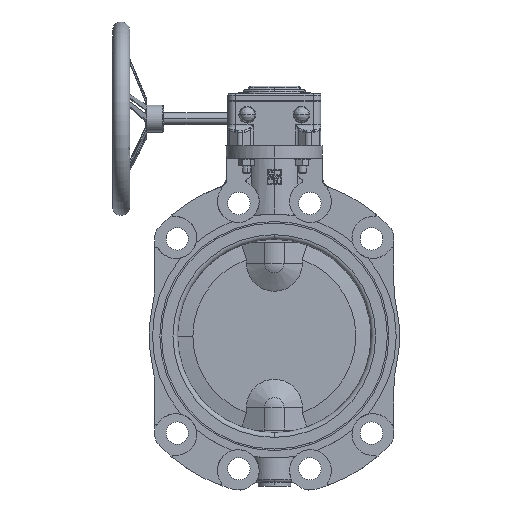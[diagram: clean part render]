
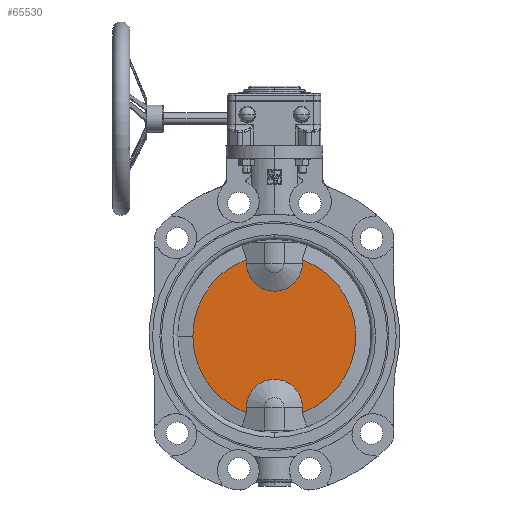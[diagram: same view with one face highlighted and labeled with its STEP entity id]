
A CAD part, top view. The second image highlights one B-rep face of the part: STEP entity #65530.
In plain terms, the highlighted planar face has unit normal (0, 0, 1).
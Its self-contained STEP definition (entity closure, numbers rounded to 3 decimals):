
#633 = VERTEX_POINT ( 'NONE', #74546 ) ;
#3848 = EDGE_CURVE ( 'NONE', #18443, #87087, #74594, .T. ) ;
#4423 = EDGE_LOOP ( 'NONE', ( #40762, #92191, #25534, #39582, #58342, #106361, #79406, #105293, #36882 ) ) ;
#4515 = CARTESIAN_POINT ( 'NONE',  ( 0., 94., 8. ) ) ;
#5030 = DIRECTION ( 'NONE',  ( 0., 0., 1. ) ) ;
#5879 = AXIS2_PLACEMENT_3D ( 'NONE', #18351, #85400, #103015 ) ;
#7022 = FACE_OUTER_BOUND ( 'NONE', #4423, .T. ) ;
#10489 = CARTESIAN_POINT ( 'NONE',  ( 0., -92., 8. ) ) ;
#11021 = CARTESIAN_POINT ( 'NONE',  ( 36.144, -98.918, 8. ) ) ;
#12287 = DIRECTION ( 'NONE',  ( -1., 0., 0. ) ) ;
#13654 = EDGE_CURVE ( 'NONE', #47116, #633, #106890, .T. ) ;
#16948 = CARTESIAN_POINT ( 'NONE',  ( 36.144, 0., 8. ) ) ;
#17075 = CARTESIAN_POINT ( 'NONE',  ( -36.144, 0., 8. ) ) ;
#18208 = AXIS2_PLACEMENT_3D ( 'NONE', #4515, #88143, #12287 ) ;
#18351 = CARTESIAN_POINT ( 'NONE',  ( -105.315, 0., 8. ) ) ;
#18443 = VERTEX_POINT ( 'NONE', #81429 ) ;
#19266 = CARTESIAN_POINT ( 'NONE',  ( -105.315, 0., 8. ) ) ;
#20323 = EDGE_CURVE ( 'NONE', #87172, #18443, #68320, .T. ) ;
#20713 = CARTESIAN_POINT ( 'NONE',  ( -36.144, 98.918, 8. ) ) ;
#25534 = ORIENTED_EDGE ( 'NONE', *, *, #85317, .F. ) ;
#26118 = VECTOR ( 'NONE', #92445, 1000. ) ;
#29380 = EDGE_CURVE ( 'NONE', #39700, #102185, #99402, .T. ) ;
#30501 = CARTESIAN_POINT ( 'NONE',  ( 0., 0., 8. ) ) ;
#33449 = CIRCLE ( 'NONE', #18208, 36.144 ) ;
#34403 = AXIS2_PLACEMENT_3D ( 'NONE', #10489, #53167, #94781 ) ;
#36882 = ORIENTED_EDGE ( 'NONE', *, *, #84850, .F. ) ;
#37716 = CIRCLE ( 'NONE', #73553, 105.315 ) ;
#39582 = ORIENTED_EDGE ( 'NONE', *, *, #93011, .F. ) ;
#39700 = VERTEX_POINT ( 'NONE', #53213 ) ;
#40762 = ORIENTED_EDGE ( 'NONE', *, *, #77109, .F. ) ;
#42710 = CARTESIAN_POINT ( 'NONE',  ( 36.144, -92., 8. ) ) ;
#43536 = AXIS2_PLACEMENT_3D ( 'NONE', #30501, #5030, #73100 ) ;
#44096 = VECTOR ( 'NONE', #59119, 1000. ) ;
#47116 = VERTEX_POINT ( 'NONE', #11021 ) ;
#47336 = CIRCLE ( 'NONE', #34403, 36.144 ) ;
#49212 = DIRECTION ( 'NONE',  ( 0., 1., 0. ) ) ;
#51335 = CARTESIAN_POINT ( 'NONE',  ( 0., 0., 8. ) ) ;
#52054 = DIRECTION ( 'NONE',  ( 0., 0., 1. ) ) ;
#53167 = DIRECTION ( 'NONE',  ( 0., 0., 1. ) ) ;
#53213 = CARTESIAN_POINT ( 'NONE',  ( -36.144, 94., 8. ) ) ;
#58342 = ORIENTED_EDGE ( 'NONE', *, *, #29380, .T. ) ;
#59119 = DIRECTION ( 'NONE',  ( 0., 1., 0. ) ) ;
#65530 = ADVANCED_FACE ( 'NONE', ( #7022 ), #93451, .F. ) ;
#68304 = CARTESIAN_POINT ( 'NONE',  ( -36.144, -92., 8. ) ) ;
#68320 = CIRCLE ( 'NONE', #43536, 105.315 ) ;
#68844 = VERTEX_POINT ( 'NONE', #42710 ) ;
#72572 = DIRECTION ( 'NONE',  ( 1., 0., 0. ) ) ;
#73100 = DIRECTION ( 'NONE',  ( 1., 0., 0. ) ) ;
#73450 = LINE ( 'NONE', #78102, #109080 ) ;
#73553 = AXIS2_PLACEMENT_3D ( 'NONE', #51335, #52054, #93278 ) ;
#74546 = CARTESIAN_POINT ( 'NONE',  ( 36.144, 98.918, 8. ) ) ;
#74594 = LINE ( 'NONE', #90448, #77272 ) ;
#77109 = EDGE_CURVE ( 'NONE', #47116, #68844, #73450, .T. ) ;
#77272 = VECTOR ( 'NONE', #49212, 1000. ) ;
#77535 = LINE ( 'NONE', #16948, #26118 ) ;
#77801 = CARTESIAN_POINT ( 'NONE',  ( 36.144, 94., 8. ) ) ;
#78102 = CARTESIAN_POINT ( 'NONE',  ( 36.144, 0., 8. ) ) ;
#79406 = ORIENTED_EDGE ( 'NONE', *, *, #20323, .T. ) ;
#81429 = CARTESIAN_POINT ( 'NONE',  ( -36.144, -98.918, 8. ) ) ;
#82376 = EDGE_CURVE ( 'NONE', #102185, #87172, #37716, .T. ) ;
#84850 = EDGE_CURVE ( 'NONE', #68844, #87087, #47336, .T. ) ;
#85317 = EDGE_CURVE ( 'NONE', #92947, #633, #77535, .T. ) ;
#85400 = DIRECTION ( 'NONE',  ( 0., 0., -1. ) ) ;
#87009 = DIRECTION ( 'NONE',  ( 0., 1., 0. ) ) ;
#87087 = VERTEX_POINT ( 'NONE', #68304 ) ;
#87172 = VERTEX_POINT ( 'NONE', #19266 ) ;
#88143 = DIRECTION ( 'NONE',  ( 0., 0., 1. ) ) ;
#88474 = CARTESIAN_POINT ( 'NONE',  ( 0., 0., 8. ) ) ;
#90448 = CARTESIAN_POINT ( 'NONE',  ( -36.144, 0., 8. ) ) ;
#92191 = ORIENTED_EDGE ( 'NONE', *, *, #13654, .T. ) ;
#92445 = DIRECTION ( 'NONE',  ( 0., 1., 0. ) ) ;
#92947 = VERTEX_POINT ( 'NONE', #77801 ) ;
#93011 = EDGE_CURVE ( 'NONE', #39700, #92947, #33449, .T. ) ;
#93278 = DIRECTION ( 'NONE',  ( 1., 0., 0. ) ) ;
#93451 = PLANE ( 'NONE',  #5879 ) ;
#94781 = DIRECTION ( 'NONE',  ( -1., 0., 0. ) ) ;
#97971 = DIRECTION ( 'NONE',  ( 0., 0., 1. ) ) ;
#99402 = LINE ( 'NONE', #17075, #44096 ) ;
#99869 = AXIS2_PLACEMENT_3D ( 'NONE', #88474, #97971, #72572 ) ;
#102185 = VERTEX_POINT ( 'NONE', #20713 ) ;
#103015 = DIRECTION ( 'NONE',  ( -1., 0., 0. ) ) ;
#105293 = ORIENTED_EDGE ( 'NONE', *, *, #3848, .T. ) ;
#106361 = ORIENTED_EDGE ( 'NONE', *, *, #82376, .T. ) ;
#106890 = CIRCLE ( 'NONE', #99869, 105.315 ) ;
#109080 = VECTOR ( 'NONE', #87009, 1000. ) ;
